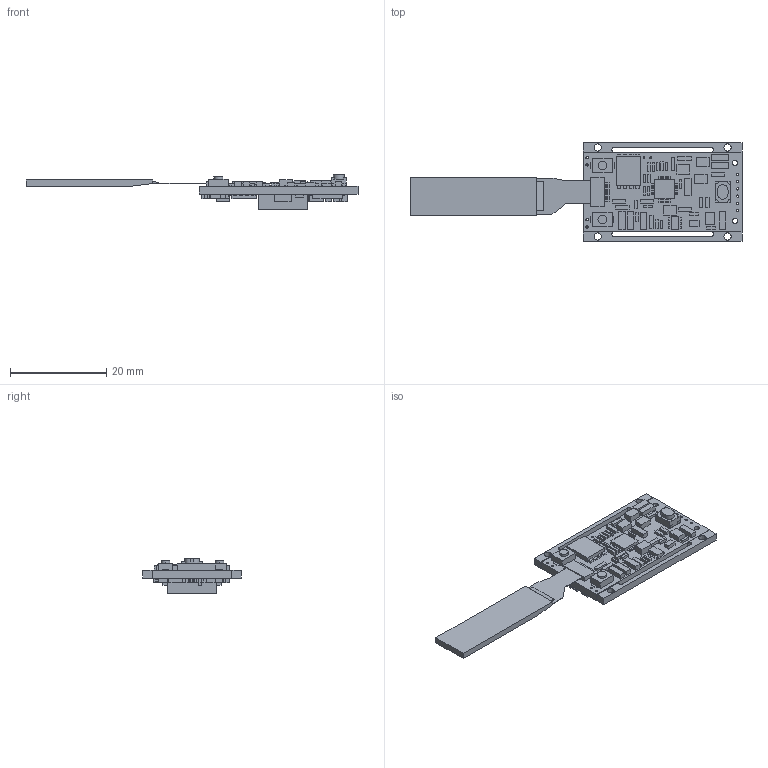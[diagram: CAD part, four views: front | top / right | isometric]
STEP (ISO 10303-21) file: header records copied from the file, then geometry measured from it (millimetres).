
FILE_DESCRIPTION((''),'2;1');
FILE_NAME('SX600PCB','2022-07-01T09:17:18',('Administrator'),(''),'CREO PARAMETRIC BY PTC INC, 2021023','CREO PARAMETRIC BY PTC INC, 2021023','');
FILE_SCHEMA(('CONFIG_CONTROL_DESIGN','SHAPE_APPEARANCE_LAYERS_GROUPS'));
Length unit declared in the file: millimetre
Products named in the file (6): PCB; TACT_FOR_681; TACT_SWITCH; LCDD; PCB_2; SX600PCB
Assembly tree (6 placements, depth 2):
  SX600PCB
    PCB
    TACT_FOR_681  x2
    TACT_SWITCH
    LCDD
    PCB_2
Bounding box: 69 x 20.5 x 7.3 mm (x, y, z)
Volume: 3587.8 mm3; surface area: 6157.9 mm2
Topology: 79 solids, 79 shells, 1719 faces, 4470 edges, 2980 vertices
Faces by surface type: plane 1631, extrusion 56, cylinder 32
Entity records: 60462 total; most frequent: CARTESIAN_POINT 10012, ORIENTED_EDGE 8856, DIRECTION 7740, EDGE_CURVE 4428, VECTOR 4304, LINE 4248, VERTEX_POINT 2952, PRESENTATION_STYLE_ASSIGNMENT 2494
